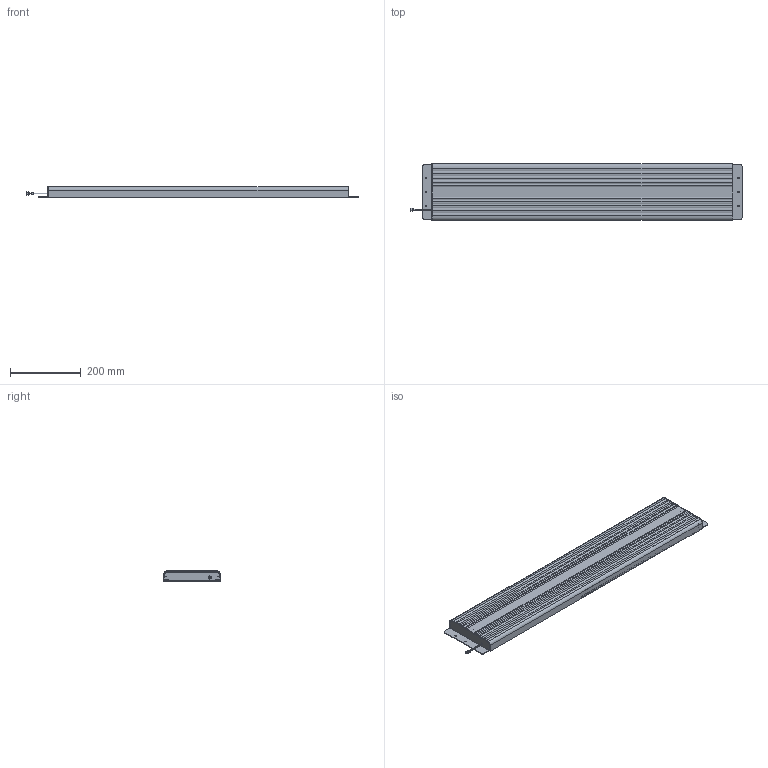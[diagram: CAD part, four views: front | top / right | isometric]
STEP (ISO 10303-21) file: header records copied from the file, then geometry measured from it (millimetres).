
FILE_DESCRIPTION (( 'STEP AP214' ), '1' );
FILE_NAME ('FMANFP1053_3D.step', '2023-02-01T18:20:54', ( '' ), ( '' ), 'SwSTEP 2.0', 'SolidWorks 2022', '' );
FILE_SCHEMA (( 'AUTOMOTIVE_DESIGN' ));
Length unit declared in the file: inch
Products named in the file (3): PE4215; FMANFP1053_Base Model; FMANFP1053_3D
Assembly tree (2 placements, depth 2):
  FMANFP1053_3D
    FMANFP1053_Base Model
    PE4215
Bounding box: 935.75 x 160 x 30.95 mm (x, y, z)
Volume: 864298.9 mm3; surface area: 903820.9 mm2
Topology: 79 solids, 79 shells, 4429 faces, 9741 edges, 5445 vertices
Faces by surface type: bspline 1983, cylinder 1238, plane 857, sphere 140, cone 121, torus 90
Entity records: 151917 total; most frequent: CARTESIAN_POINT 75052, ORIENTED_EDGE 19258, DIRECTION 11300, EDGE_CURVE 9629, VERTEX_POINT 5445, EDGE_LOOP 4668, FACE_OUTER_BOUND 4429, ADVANCED_FACE 4429
